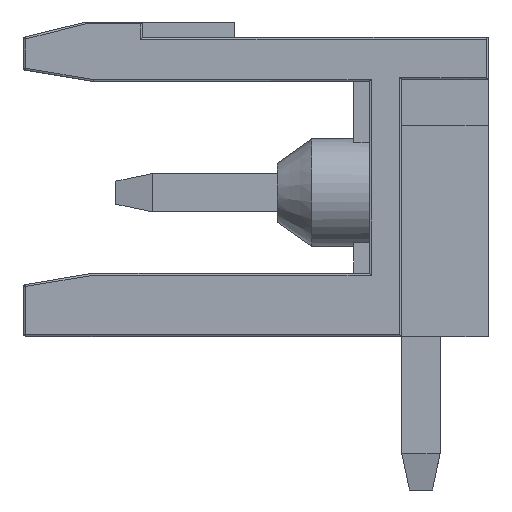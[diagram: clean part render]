
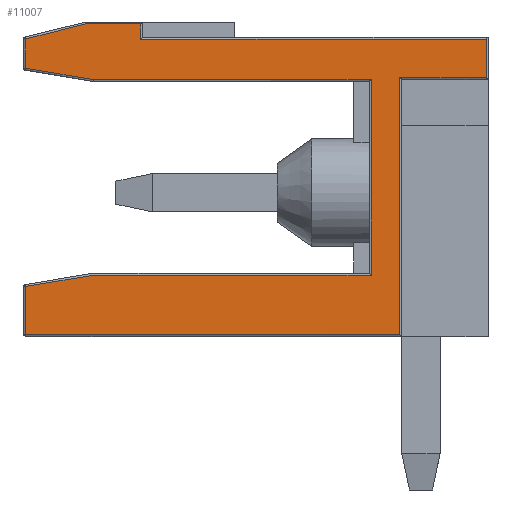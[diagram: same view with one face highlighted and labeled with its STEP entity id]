
A CAD part, left-side view. The second image highlights one B-rep face of the part: STEP entity #11007.
In plain terms, the highlighted planar face has unit normal (-1, 0, 0).
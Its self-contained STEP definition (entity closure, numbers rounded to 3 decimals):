
#376 = LINE ( 'NONE', #36985, #37168 ) ;
#395 = CARTESIAN_POINT ( 'NONE',  ( 0., 12.092, 1.299 ) ) ;
#737 = CARTESIAN_POINT ( 'NONE',  ( 0., 10.3, 1.6 ) ) ;
#805 = EDGE_CURVE ( 'NONE', #34521, #42071, #30249, .T. ) ;
#1183 = CARTESIAN_POINT ( 'NONE',  ( 0., 9.05, 8.2 ) ) ;
#1625 = ORIENTED_EDGE ( 'NONE', *, *, #26682, .T. ) ;
#1647 = DIRECTION ( 'NONE',  ( 0., 0., 1. ) ) ;
#1963 = VECTOR ( 'NONE', #15596, 1000. ) ;
#2787 = CARTESIAN_POINT ( 'NONE',  ( 0., 12.05, 0.05 ) ) ;
#3307 = ORIENTED_EDGE ( 'NONE', *, *, #39268, .T. ) ;
#3729 = ORIENTED_EDGE ( 'NONE', *, *, #20324, .T. ) ;
#3854 = CARTESIAN_POINT ( 'NONE',  ( 0., 0., 6.75 ) ) ;
#4007 = DIRECTION ( 'NONE',  ( 0., 1., 0. ) ) ;
#4134 = DIRECTION ( 'NONE',  ( 0., 0.986, -0.165 ) ) ;
#4413 = DIRECTION ( 'NONE',  ( 0., -1., 0. ) ) ;
#5667 = DIRECTION ( 'NONE',  ( 0., 0., -1. ) ) ;
#5719 = VERTEX_POINT ( 'NONE', #31421 ) ;
#6520 = ORIENTED_EDGE ( 'NONE', *, *, #30104, .T. ) ;
#6651 = VERTEX_POINT ( 'NONE', #2787 ) ;
#6669 = CARTESIAN_POINT ( 'NONE',  ( 0., 12.1, 8.2 ) ) ;
#6725 = LINE ( 'NONE', #29911, #35486 ) ;
#6998 = LINE ( 'NONE', #395, #11410 ) ;
#7256 = VECTOR ( 'NONE', #40821, 1000. ) ;
#7381 = LINE ( 'NONE', #17413, #12986 ) ;
#7437 = DIRECTION ( 'NONE',  ( 0., 1., 0. ) ) ;
#7496 = EDGE_CURVE ( 'NONE', #20397, #18661, #29977, .T. ) ;
#8476 = CARTESIAN_POINT ( 'NONE',  ( 0., 2.3, 6.7 ) ) ;
#8647 = EDGE_CURVE ( 'NONE', #17107, #14803, #19458, .T. ) ;
#9112 = ORIENTED_EDGE ( 'NONE', *, *, #14882, .T. ) ;
#9199 = LINE ( 'NONE', #32181, #35971 ) ;
#9889 = EDGE_CURVE ( 'NONE', #5719, #6651, #9199, .T. ) ;
#10270 = DIRECTION ( 'NONE',  ( 0., 0., 1. ) ) ;
#10933 = ORIENTED_EDGE ( 'NONE', *, *, #37212, .T. ) ;
#11007 = ADVANCED_FACE ( 'NONE', ( #23315 ), #36673, .F. ) ;
#11069 = CARTESIAN_POINT ( 'NONE',  ( 0., 3.05, 1.65 ) ) ;
#11410 = VECTOR ( 'NONE', #4134, 1000. ) ;
#11431 = CARTESIAN_POINT ( 'NONE',  ( 0., 12.05, 7.761 ) ) ;
#12173 = VERTEX_POINT ( 'NONE', #11431 ) ;
#12195 = ORIENTED_EDGE ( 'NONE', *, *, #7496, .T. ) ;
#12542 = CARTESIAN_POINT ( 'NONE',  ( 0., 9.05, 7.75 ) ) ;
#12669 = ORIENTED_EDGE ( 'NONE', *, *, #805, .T. ) ;
#12790 = VECTOR ( 'NONE', #32826, 1000. ) ;
#12986 = VECTOR ( 'NONE', #30807, 1000. ) ;
#14084 = LINE ( 'NONE', #737, #14468 ) ;
#14347 = EDGE_LOOP ( 'NONE', ( #12195, #3729, #3307, #23462, #19583, #10933, #15661, #9112, #34417, #6520, #25500, #26942, #24699, #12669, #1625 ) ) ;
#14468 = VECTOR ( 'NONE', #4007, 1000. ) ;
#14803 = VERTEX_POINT ( 'NONE', #36569 ) ;
#14882 = EDGE_CURVE ( 'NONE', #25736, #5719, #6998, .T. ) ;
#15047 = EDGE_CURVE ( 'NONE', #34685, #21271, #41777, .T. ) ;
#15357 = VERTEX_POINT ( 'NONE', #32687 ) ;
#15596 = DIRECTION ( 'NONE',  ( 0., 0.97, -0.243 ) ) ;
#15661 = ORIENTED_EDGE ( 'NONE', *, *, #27244, .T. ) ;
#16162 = VECTOR ( 'NONE', #7437, 1000. ) ;
#16683 = DIRECTION ( 'NONE',  ( 1., 0., 0. ) ) ;
#16713 = VECTOR ( 'NONE', #4413, 1000. ) ;
#16988 = VECTOR ( 'NONE', #1647, 1000. ) ;
#17107 = VERTEX_POINT ( 'NONE', #29707 ) ;
#17413 = CARTESIAN_POINT ( 'NONE',  ( 0., 12.05, 8.2 ) ) ;
#17987 = CARTESIAN_POINT ( 'NONE',  ( 0., 9.05, 8.15 ) ) ;
#18309 = CARTESIAN_POINT ( 'NONE',  ( 0., 3.05, 1.6 ) ) ;
#18661 = VERTEX_POINT ( 'NONE', #40618 ) ;
#19458 = LINE ( 'NONE', #22325, #12790 ) ;
#19583 = ORIENTED_EDGE ( 'NONE', *, *, #35442, .T. ) ;
#20324 = EDGE_CURVE ( 'NONE', #18661, #12173, #22857, .T. ) ;
#20397 = VERTEX_POINT ( 'NONE', #17987 ) ;
#21075 = VERTEX_POINT ( 'NONE', #18309 ) ;
#21141 = DIRECTION ( 'NONE',  ( 0., 0., -1. ) ) ;
#21271 = VERTEX_POINT ( 'NONE', #29072 ) ;
#22325 = CARTESIAN_POINT ( 'NONE',  ( 0., 10.292, 6.699 ) ) ;
#22857 = LINE ( 'NONE', #32289, #1963 ) ;
#23315 = FACE_OUTER_BOUND ( 'NONE', #14347, .T. ) ;
#23462 = ORIENTED_EDGE ( 'NONE', *, *, #8647, .T. ) ;
#24210 = CARTESIAN_POINT ( 'NONE',  ( 0., 0.05, 7.75 ) ) ;
#24600 = LINE ( 'NONE', #1183, #32926 ) ;
#24699 = ORIENTED_EDGE ( 'NONE', *, *, #27028, .T. ) ;
#25471 = CARTESIAN_POINT ( 'NONE',  ( 0., 2.3, 0.05 ) ) ;
#25500 = ORIENTED_EDGE ( 'NONE', *, *, #15047, .T. ) ;
#25736 = VERTEX_POINT ( 'NONE', #33056 ) ;
#26682 = EDGE_CURVE ( 'NONE', #42071, #20397, #24600, .T. ) ;
#26942 = ORIENTED_EDGE ( 'NONE', *, *, #40712, .T. ) ;
#27028 = EDGE_CURVE ( 'NONE', #15357, #34521, #376, .T. ) ;
#27244 = EDGE_CURVE ( 'NONE', #21075, #25736, #14084, .T. ) ;
#27688 = LINE ( 'NONE', #11069, #35787 ) ;
#27812 = LINE ( 'NONE', #41253, #16713 ) ;
#29072 = CARTESIAN_POINT ( 'NONE',  ( 0., 2.3, 6.75 ) ) ;
#29707 = CARTESIAN_POINT ( 'NONE',  ( 0., 12.05, 6.994 ) ) ;
#29911 = CARTESIAN_POINT ( 'NONE',  ( 0., 12.1, 0.05 ) ) ;
#29977 = LINE ( 'NONE', #40556, #16162 ) ;
#30081 = DIRECTION ( 'NONE',  ( 0., 0., -1. ) ) ;
#30104 = EDGE_CURVE ( 'NONE', #6651, #34685, #6725, .T. ) ;
#30249 = LINE ( 'NONE', #40605, #7256 ) ;
#30807 = DIRECTION ( 'NONE',  ( 0., 0., -1. ) ) ;
#31421 = CARTESIAN_POINT ( 'NONE',  ( 0., 12.05, 1.306 ) ) ;
#31625 = DIRECTION ( 'NONE',  ( 0., 0., 1. ) ) ;
#31739 = AXIS2_PLACEMENT_3D ( 'NONE', #6669, #16683, #30081 ) ;
#31896 = VECTOR ( 'NONE', #37395, 1000. ) ;
#32181 = CARTESIAN_POINT ( 'NONE',  ( 0., 12.05, 8.2 ) ) ;
#32289 = CARTESIAN_POINT ( 'NONE',  ( 0., 12.088, 7.751 ) ) ;
#32687 = CARTESIAN_POINT ( 'NONE',  ( 0., 0.05, 6.75 ) ) ;
#32826 = DIRECTION ( 'NONE',  ( 0., -0.986, -0.165 ) ) ;
#32926 = VECTOR ( 'NONE', #31625, 1000. ) ;
#33056 = CARTESIAN_POINT ( 'NONE',  ( 0., 10.296, 1.6 ) ) ;
#34417 = ORIENTED_EDGE ( 'NONE', *, *, #9889, .T. ) ;
#34521 = VERTEX_POINT ( 'NONE', #24210 ) ;
#34685 = VERTEX_POINT ( 'NONE', #25471 ) ;
#35442 = EDGE_CURVE ( 'NONE', #14803, #37832, #27812, .T. ) ;
#35486 = VECTOR ( 'NONE', #39627, 1000. ) ;
#35787 = VECTOR ( 'NONE', #21141, 1000. ) ;
#35971 = VECTOR ( 'NONE', #5667, 1000. ) ;
#36569 = CARTESIAN_POINT ( 'NONE',  ( 0., 10.296, 6.7 ) ) ;
#36673 = PLANE ( 'NONE',  #31739 ) ;
#36985 = CARTESIAN_POINT ( 'NONE',  ( 0., 0.05, 7.8 ) ) ;
#37168 = VECTOR ( 'NONE', #10270, 1000. ) ;
#37212 = EDGE_CURVE ( 'NONE', #37832, #21075, #27688, .T. ) ;
#37395 = DIRECTION ( 'NONE',  ( 0., -1., 0. ) ) ;
#37422 = CARTESIAN_POINT ( 'NONE',  ( 0., 3.05, 6.7 ) ) ;
#37832 = VERTEX_POINT ( 'NONE', #37422 ) ;
#39268 = EDGE_CURVE ( 'NONE', #12173, #17107, #7381, .T. ) ;
#39627 = DIRECTION ( 'NONE',  ( 0., -1., 0. ) ) ;
#40556 = CARTESIAN_POINT ( 'NONE',  ( 0., 12.1, 8.15 ) ) ;
#40605 = CARTESIAN_POINT ( 'NONE',  ( 0., 9., 7.75 ) ) ;
#40618 = CARTESIAN_POINT ( 'NONE',  ( 0., 10.494, 8.15 ) ) ;
#40712 = EDGE_CURVE ( 'NONE', #21271, #15357, #40933, .T. ) ;
#40821 = DIRECTION ( 'NONE',  ( 0., 1., 0. ) ) ;
#40933 = LINE ( 'NONE', #3854, #31896 ) ;
#41253 = CARTESIAN_POINT ( 'NONE',  ( 0., 3.1, 6.7 ) ) ;
#41777 = LINE ( 'NONE', #8476, #16988 ) ;
#42071 = VERTEX_POINT ( 'NONE', #12542 ) ;
